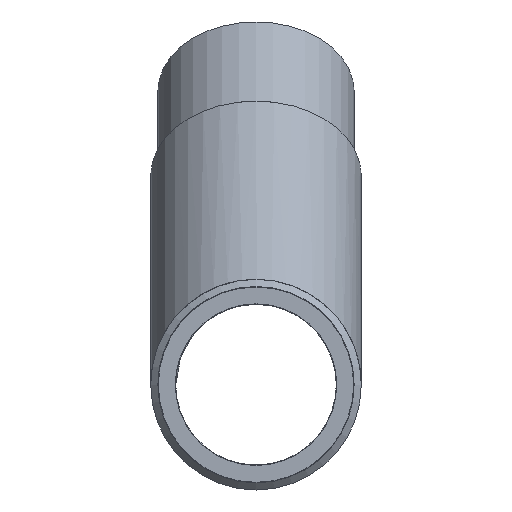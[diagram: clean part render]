
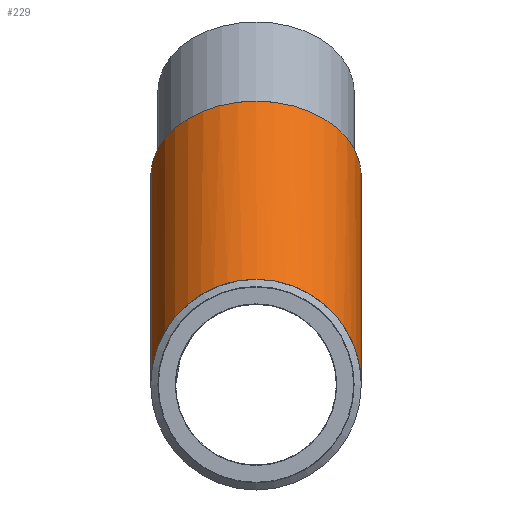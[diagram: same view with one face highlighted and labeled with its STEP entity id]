
A CAD part, left-side view. The second image highlights one B-rep face of the part: STEP entity #229.
In plain terms, the highlighted cylindrical face has radius 107.296 mm (diameter 214.592 mm), a full revolution.
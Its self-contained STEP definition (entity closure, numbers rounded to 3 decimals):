
#33=ELLIPSE('',#257,116.137,107.296);
#34=ELLIPSE('',#258,280.378,107.296);
#59=ORIENTED_EDGE('',*,*,#93,.F.);
#60=ORIENTED_EDGE('',*,*,#83,.T.);
#61=ORIENTED_EDGE('',*,*,#82,.T.);
#82=EDGE_CURVE('',#103,#104,#33,.T.);
#83=EDGE_CURVE('',#104,#103,#34,.F.);
#93=EDGE_CURVE('',#114,#114,#131,.T.);
#103=VERTEX_POINT('',#383);
#104=VERTEX_POINT('',#384);
#114=VERTEX_POINT('',#414);
#131=CIRCLE('',#277,107.296);
#158=EDGE_LOOP('',(#59));
#159=EDGE_LOOP('',(#60,#61));
#196=FACE_BOUND('',#158,.T.);
#197=FACE_BOUND('',#159,.T.);
#216=CYLINDRICAL_SURFACE('',#276,107.296);
#229=ADVANCED_FACE('',(#196,#197),#216,.T.);
#257=AXIS2_PLACEMENT_3D('',#382,#305,#306);
#258=AXIS2_PLACEMENT_3D('',#385,#307,#308);
#276=AXIS2_PLACEMENT_3D('',#412,#343,#344);
#277=AXIS2_PLACEMENT_3D('',#413,#345,#346);
#305=DIRECTION('',(0.924,0.,0.383));
#306=DIRECTION('',(0.383,0.,-0.924));
#307=DIRECTION('',(0.383,0.,-0.924));
#308=DIRECTION('',(0.924,0.,0.383));
#343=DIRECTION('',(0.707,0.,0.707));
#344=DIRECTION('',(0.707,0.,-0.707));
#345=DIRECTION('',(0.707,0.,0.707));
#346=DIRECTION('',(0.707,0.,-0.707));
#382=CARTESIAN_POINT('',(191.,0.,0.));
#383=CARTESIAN_POINT('',(191.,107.296,0.));
#384=CARTESIAN_POINT('',(191.,-107.296,0.));
#385=CARTESIAN_POINT('',(191.,0.,0.));
#412=CARTESIAN_POINT('',(489.753,0.,298.753));
#413=CARTESIAN_POINT('',(403.983,0.,212.983));
#414=CARTESIAN_POINT('',(479.853,0.,137.113));
